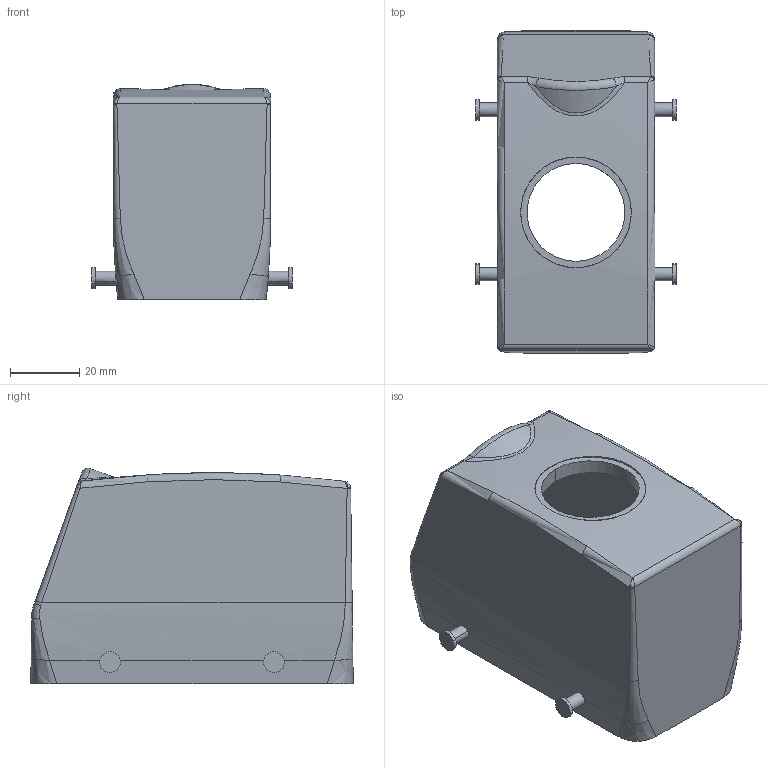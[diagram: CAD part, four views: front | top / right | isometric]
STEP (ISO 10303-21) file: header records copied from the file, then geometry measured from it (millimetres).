
FILE_DESCRIPTION(('CATIA V5 STEP Exchange','CAx-IF Rec.Pracs.--- Model Styling and Organization---1.5--- 2016-08-15','CAx-IF Rec.Pracs.---Supplemental Geometry---1.0---2011-11-01','CAx-IF Rec.Pracs.--- Composite Materials ---1.1---2010-07-15'),'2;1');
FILE_NAME ('13374858_2', '2025-08-22T05:52:36+00:00', ('none'), ('Weidmueller'), 'CATIA Version 5-6 Release 2024 SP4', 'CATIA V5 STEP AP214 v3', 'none');
FILE_SCHEMA(('AUTOMOTIVE_DESIGN { 1 0 10303 214 1 1 1 1 }'));
Length unit declared in the file: millimetre
Products named in the file (1): 1656590000_S
Bounding box: 58 x 93.3 x 62.26 mm (x, y, z)
Volume: 79506.6 mm3; surface area: 35701.6 mm2
Topology: 1 solids, 1 shells, 113 faces, 279 edges, 174 vertices
Faces by surface type: cylinder 45, plane 38, bspline 27, torus 3
Entity records: 5500 total; most frequent: CARTESIAN_POINT 3254, ORIENTED_EDGE 550, DIRECTION 277, EDGE_CURVE 275, VERTEX_POINT 174, EDGE_LOOP 125, AXIS2_PLACEMENT_3D 121, ADVANCED_FACE 113
